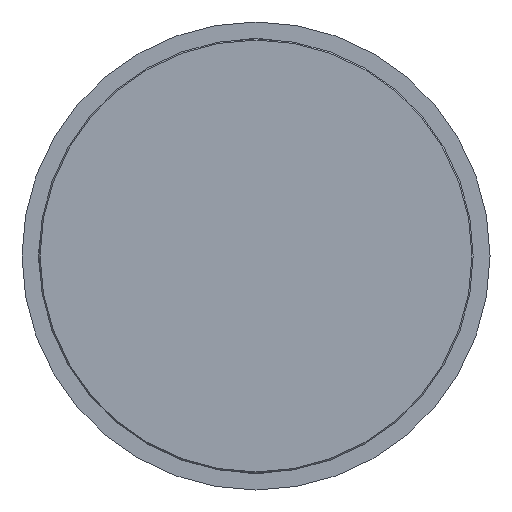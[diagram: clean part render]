
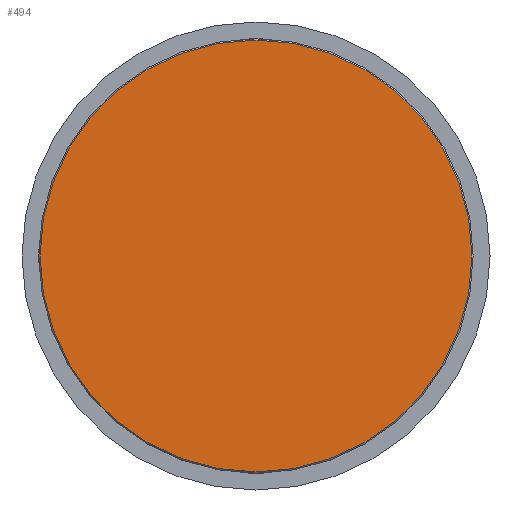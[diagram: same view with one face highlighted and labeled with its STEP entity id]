
A CAD part, left-side view. The second image highlights one B-rep face of the part: STEP entity #494.
In plain terms, the highlighted planar face has unit normal (-1, 0, 0).
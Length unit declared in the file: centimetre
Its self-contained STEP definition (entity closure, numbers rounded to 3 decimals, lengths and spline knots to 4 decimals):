
#167 = AXIS2_PLACEMENT_3D ( 'NONE', #2216, #1909, #201 ) ;
#178 = DIRECTION ( 'NONE',  ( 1., 0., 0. ) ) ;
#201 = DIRECTION ( 'NONE',  ( 0., 0., -1. ) ) ;
#290 = ORIENTED_EDGE ( 'NONE', *, *, #1431, .F. ) ;
#494 = ADVANCED_FACE ( 'NONE', ( #2404 ), #683, .F. ) ;
#506 = DIRECTION ( 'NONE',  ( 0., 0., -1. ) ) ;
#602 = CARTESIAN_POINT ( 'NONE',  ( -1.8, 0., 3.46 ) ) ;
#636 = VERTEX_POINT ( 'NONE', #1122 ) ;
#683 = PLANE ( 'NONE',  #167 ) ;
#1001 = ORIENTED_EDGE ( 'NONE', *, *, #1197, .F. ) ;
#1122 = CARTESIAN_POINT ( 'NONE',  ( -1.8, 0., -3.46 ) ) ;
#1136 = AXIS2_PLACEMENT_3D ( 'NONE', #2086, #178, #2458 ) ;
#1197 = EDGE_CURVE ( 'NONE', #1707, #636, #2064, .T. ) ;
#1300 = CIRCLE ( 'NONE', #1136, 3.46 ) ;
#1384 = AXIS2_PLACEMENT_3D ( 'NONE', #1626, #2050, #506 ) ;
#1431 = EDGE_CURVE ( 'NONE', #636, #1707, #1300, .T. ) ;
#1626 = CARTESIAN_POINT ( 'NONE',  ( -1.8, 0., 0. ) ) ;
#1707 = VERTEX_POINT ( 'NONE', #602 ) ;
#1782 = EDGE_LOOP ( 'NONE', ( #290, #1001 ) ) ;
#1909 = DIRECTION ( 'NONE',  ( 1., 0., 0. ) ) ;
#2050 = DIRECTION ( 'NONE',  ( 1., 0., 0. ) ) ;
#2064 = CIRCLE ( 'NONE', #1384, 3.46 ) ;
#2086 = CARTESIAN_POINT ( 'NONE',  ( -1.8, 0., 0. ) ) ;
#2216 = CARTESIAN_POINT ( 'NONE',  ( -1.8, 3.48, 0. ) ) ;
#2404 = FACE_OUTER_BOUND ( 'NONE', #1782, .T. ) ;
#2458 = DIRECTION ( 'NONE',  ( 0., 0., -1. ) ) ;
